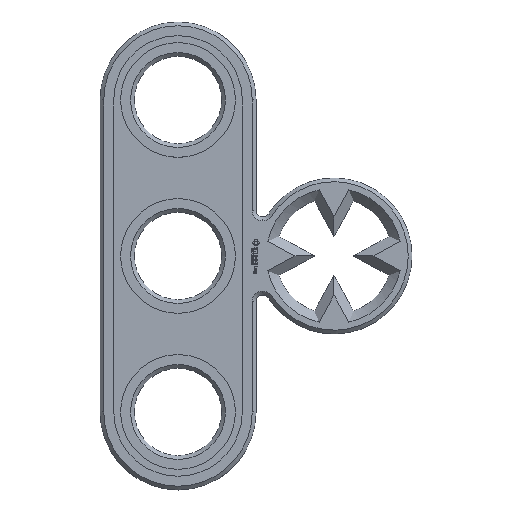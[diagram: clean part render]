
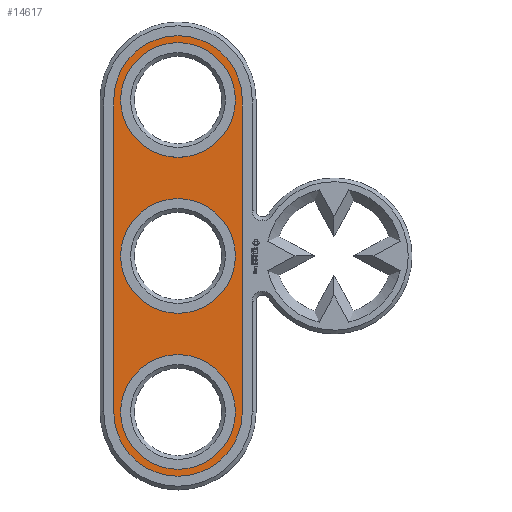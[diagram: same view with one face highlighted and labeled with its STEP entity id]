
A CAD part, top view. The second image highlights one B-rep face of the part: STEP entity #14617.
In plain terms, the highlighted planar face has unit normal (0, 0, 1).
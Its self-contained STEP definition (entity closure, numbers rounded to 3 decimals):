
#9652 = VERTEX_POINT('',#9653);
#9653 = CARTESIAN_POINT('',(5.15,12.5,2.925));
#9659 = EDGE_CURVE('',#9652,#9660,#9662,.T.);
#9660 = VERTEX_POINT('',#9661);
#9661 = CARTESIAN_POINT('',(-5.15,12.5,2.925));
#9662 = CIRCLE('',#9663,5.15);
#9663 = AXIS2_PLACEMENT_3D('',#9664,#9665,#9666);
#9664 = CARTESIAN_POINT('',(0.,12.5,2.925));
#9665 = DIRECTION('',(0.,0.,1.));
#9666 = DIRECTION('',(0.,-1.,0.));
#9684 = EDGE_CURVE('',#9652,#9685,#9687,.T.);
#9685 = VERTEX_POINT('',#9686);
#9686 = CARTESIAN_POINT('',(5.15,-12.5,2.925));
#9687 = LINE('',#9688,#9689);
#9688 = CARTESIAN_POINT('',(5.15,12.5,2.925));
#9689 = VECTOR('',#9690,1.);
#9690 = DIRECTION('',(0.,-1.,0.));
#9708 = EDGE_CURVE('',#9660,#9709,#9711,.T.);
#9709 = VERTEX_POINT('',#9710);
#9710 = CARTESIAN_POINT('',(-5.15,-12.5,2.925));
#9711 = LINE('',#9712,#9713);
#9712 = CARTESIAN_POINT('',(-5.15,12.5,2.925));
#9713 = VECTOR('',#9714,1.);
#9714 = DIRECTION('',(0.,-1.,0.));
#9732 = EDGE_CURVE('',#9709,#9685,#9733,.T.);
#9733 = CIRCLE('',#9734,5.15);
#9734 = AXIS2_PLACEMENT_3D('',#9735,#9736,#9737);
#9735 = CARTESIAN_POINT('',(0.,-12.5,2.925));
#9736 = DIRECTION('',(0.,0.,1.));
#9737 = DIRECTION('',(0.,-1.,0.));
#13798 = VERTEX_POINT('',#13799);
#13799 = CARTESIAN_POINT('',(0.,-17.1,2.925));
#13805 = EDGE_CURVE('',#13798,#13798,#13806,.T.);
#13806 = CIRCLE('',#13807,4.6);
#13807 = AXIS2_PLACEMENT_3D('',#13808,#13809,#13810);
#13808 = CARTESIAN_POINT('',(0.,-12.5,2.925));
#13809 = DIRECTION('',(0.,0.,1.));
#13810 = DIRECTION('',(0.,-1.,0.));
#13823 = VERTEX_POINT('',#13824);
#13824 = CARTESIAN_POINT('',(0.,-4.6,2.925));
#13830 = EDGE_CURVE('',#13823,#13823,#13831,.T.);
#13831 = CIRCLE('',#13832,4.6);
#13832 = AXIS2_PLACEMENT_3D('',#13833,#13834,#13835);
#13833 = CARTESIAN_POINT('',(0.,0.,
    2.925));
#13834 = DIRECTION('',(0.,0.,1.));
#13835 = DIRECTION('',(0.,-1.,0.));
#13848 = VERTEX_POINT('',#13849);
#13849 = CARTESIAN_POINT('',(0.,7.9,2.925));
#13855 = EDGE_CURVE('',#13848,#13848,#13856,.T.);
#13856 = CIRCLE('',#13857,4.6);
#13857 = AXIS2_PLACEMENT_3D('',#13858,#13859,#13860);
#13858 = CARTESIAN_POINT('',(0.,12.5,2.925));
#13859 = DIRECTION('',(0.,0.,1.));
#13860 = DIRECTION('',(0.,-1.,0.));
#14617 = ADVANCED_FACE('',(#14618,#14624,#14627,#14630),#14633,.T.);
#14618 = FACE_BOUND('',#14619,.T.);
#14619 = EDGE_LOOP('',(#14620,#14621,#14622,#14623));
#14620 = ORIENTED_EDGE('',*,*,#9659,.T.);
#14621 = ORIENTED_EDGE('',*,*,#9708,.T.);
#14622 = ORIENTED_EDGE('',*,*,#9732,.T.);
#14623 = ORIENTED_EDGE('',*,*,#9684,.F.);
#14624 = FACE_BOUND('',#14625,.F.);
#14625 = EDGE_LOOP('',(#14626));
#14626 = ORIENTED_EDGE('',*,*,#13855,.T.);
#14627 = FACE_BOUND('',#14628,.F.);
#14628 = EDGE_LOOP('',(#14629));
#14629 = ORIENTED_EDGE('',*,*,#13830,.T.);
#14630 = FACE_BOUND('',#14631,.F.);
#14631 = EDGE_LOOP('',(#14632));
#14632 = ORIENTED_EDGE('',*,*,#13805,.T.);
#14633 = PLANE('',#14634);
#14634 = AXIS2_PLACEMENT_3D('',#14635,#14636,#14637);
#14635 = CARTESIAN_POINT('',(0.,0.,
    2.925));
#14636 = DIRECTION('',(0.,0.,1.));
#14637 = DIRECTION('',(1.,0.,0.));
